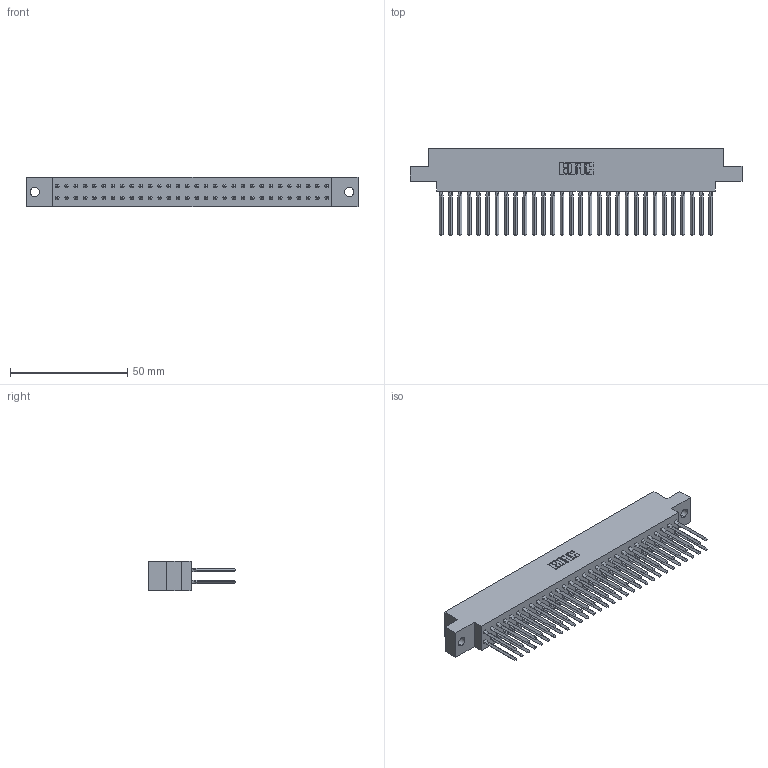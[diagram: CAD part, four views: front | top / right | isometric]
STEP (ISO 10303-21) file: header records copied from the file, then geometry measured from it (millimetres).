
FILE_DESCRIPTION (( 'STEP AP203' ), '1' );
FILE_NAME ('317-060-540-804.STEP', '2020-02-28T04:58:47', ( '' ), ( '' ), 'SwSTEP 2.0', 'SolidWorks 2016', '' );
FILE_SCHEMA (( 'CONFIG_CONTROL_DESIGN' ));
Length unit declared in the file: inch
Products named in the file (3): 317-290-001_540; 317 Part_.156 Dia - TH; 317-060-540-804
Assembly tree (61 placements, depth 2):
  317-060-540-804
    317 Part_.156 Dia - TH
    317-290-001_540  x60
Bounding box: 141.58 x 37.34 x 12.7 mm (x, y, z)
Volume: 23267.9 mm3; surface area: 34062.1 mm2
Topology: 61 solids, 61 shells, 5442 faces, 15095 edges, 9722 vertices
Faces by surface type: plane 4438, cylinder 764, bspline 240
Entity records: 45042 total; most frequent: CARTESIAN_POINT 8271, ORIENTED_EDGE 7770, DIRECTION 6483, EDGE_CURVE 3885, LINE 3629, VECTOR 3629, VERTEX_POINT 2583, AXIS2_PLACEMENT_3D 1427
